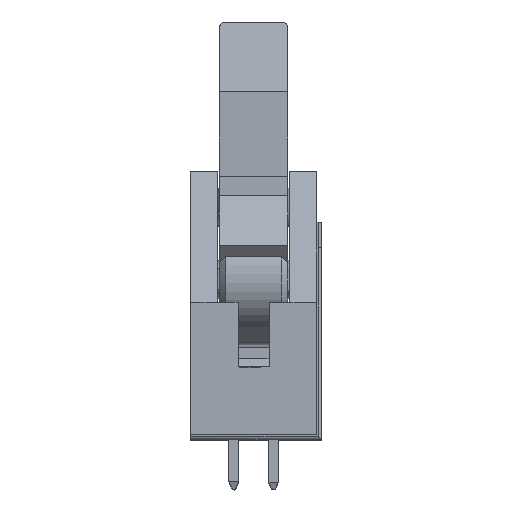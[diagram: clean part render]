
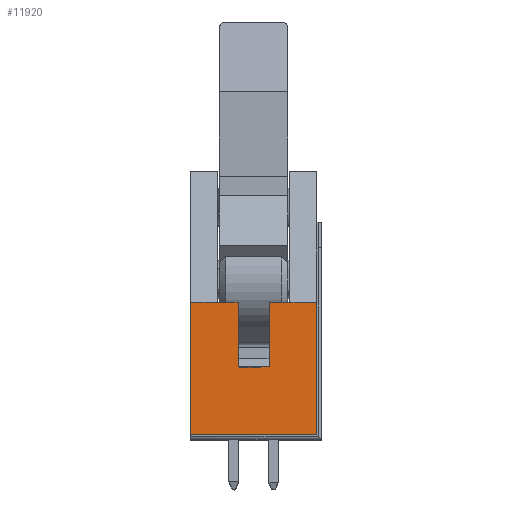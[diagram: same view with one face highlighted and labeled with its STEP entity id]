
A CAD part, top view. The second image highlights one B-rep face of the part: STEP entity #11920.
In plain terms, the highlighted planar face has unit normal (0, 0, 1).
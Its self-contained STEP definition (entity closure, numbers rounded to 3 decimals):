
#2178=DIRECTION('',(0.,-1.,0.));
#2179=VECTOR('',#2178,4.14);
#2180=CARTESIAN_POINT('',(-1.,1.24,42.16));
#2181=LINE('474',#2180,#2179);
#2182=DIRECTION('',(1.,0.,0.));
#2183=VECTOR('',#2182,2.);
#2184=CARTESIAN_POINT('',(-1.,-2.9,42.16));
#2185=LINE('475',#2184,#2183);
#2186=DIRECTION('',(0.,-1.,0.));
#2187=VECTOR('',#2186,4.14);
#2188=CARTESIAN_POINT('',(1.,1.24,42.16));
#2189=LINE('476',#2188,#2187);
#2190=DIRECTION('',(1.,0.,0.));
#2191=VECTOR('',#2190,1.325);
#2192=CARTESIAN_POINT('',(1.,1.24,42.16));
#2193=LINE('527',#2192,#2191);
#2194=DIRECTION('',(1.,0.,0.));
#2195=VECTOR('',#2194,1.725);
#2196=CARTESIAN_POINT('',(2.325,1.24,42.16));
#2197=LINE('359',#2196,#2195);
#2198=DIRECTION('',(0.,1.,0.));
#2199=VECTOR('',#2198,8.5);
#2200=CARTESIAN_POINT('',(4.05,-7.26,42.16));
#2201=LINE('121',#2200,#2199);
#2202=DIRECTION('',(1.,0.,0.));
#2203=VECTOR('',#2202,8.1);
#2204=CARTESIAN_POINT('',(-4.05,-7.26,42.16));
#2205=LINE('34',#2204,#2203);
#2206=DIRECTION('',(0.,-1.,0.));
#2207=VECTOR('',#2206,8.5);
#2208=CARTESIAN_POINT('',(-4.05,1.24,42.16));
#2209=LINE('120',#2208,#2207);
#2210=DIRECTION('',(1.,0.,0.));
#2211=VECTOR('',#2210,1.725);
#2212=CARTESIAN_POINT('',(-4.05,1.24,42.16));
#2213=LINE('358',#2212,#2211);
#2214=DIRECTION('',(1.,0.,0.));
#2215=VECTOR('',#2214,1.325);
#2216=CARTESIAN_POINT('',(-2.325,1.24,42.16));
#2217=LINE('526',#2216,#2215);
#7392=CARTESIAN_POINT('',(-4.05,-7.26,42.16));
#7393=CARTESIAN_POINT('',(4.05,-7.26,42.16));
#7394=VERTEX_POINT('',#7392);
#7395=VERTEX_POINT('',#7393);
#7396=CARTESIAN_POINT('',(-4.05,1.24,42.16));
#7398=VERTEX_POINT('',#7396);
#7430=CARTESIAN_POINT('',(4.05,1.24,42.16));
#7431=VERTEX_POINT('',#7430);
#7518=CARTESIAN_POINT('',(-2.325,1.24,42.16));
#7519=VERTEX_POINT('',#7518);
#7520=CARTESIAN_POINT('',(2.325,1.24,42.16));
#7521=VERTEX_POINT('',#7520);
#7544=CARTESIAN_POINT('',(-1.,1.24,42.16));
#7545=CARTESIAN_POINT('',(-1.,-2.9,42.16));
#7546=VERTEX_POINT('',#7544);
#7547=VERTEX_POINT('',#7545);
#7548=CARTESIAN_POINT('',(1.,-2.9,42.16));
#7549=VERTEX_POINT('',#7548);
#7550=CARTESIAN_POINT('',(1.,1.24,42.16));
#7551=VERTEX_POINT('',#7550);
#11901=CARTESIAN_POINT('',(0.,0.,42.16));
#11902=DIRECTION('',(0.,0.,1.));
#11903=DIRECTION('',(1.,0.,0.));
#11904=AXIS2_PLACEMENT_3D('',#11901,#11902,#11903);
#11905=PLANE('32',#11904);
#11906=ORIENTED_EDGE('474',*,*,#11759,.T.);
#11907=ORIENTED_EDGE('475',*,*,#11776,.T.);
#11908=ORIENTED_EDGE('476',*,*,#11843,.F.);
#11909=ORIENTED_EDGE('527',*,*,#11744,.T.);
#11911=ORIENTED_EDGE('359',*,*,#11910,.T.);
#11912=ORIENTED_EDGE('121',*,*,#10768,.F.);
#11913=ORIENTED_EDGE('34',*,*,#11088,.F.);
#11914=ORIENTED_EDGE('120',*,*,#10245,.F.);
#11916=ORIENTED_EDGE('358',*,*,#11915,.T.);
#11917=ORIENTED_EDGE('526',*,*,#11726,.T.);
#11918=EDGE_LOOP('32',(#11906,#11907,#11908,#11909,#11911,#11912,#11913,#11914,
#11916,#11917));
#11919=FACE_OUTER_BOUND('32',#11918,.F.);
#11920=ADVANCED_FACE('32',(#11919),#11905,.T.);
#10245=EDGE_CURVE('120',#7398,#7394,#2209,.T.);
#10768=EDGE_CURVE('121',#7395,#7431,#2201,.T.);
#11088=EDGE_CURVE('34',#7394,#7395,#2205,.T.);
#11726=EDGE_CURVE('526',#7519,#7546,#2217,.T.);
#11744=EDGE_CURVE('527',#7551,#7521,#2193,.T.);
#11759=EDGE_CURVE('474',#7546,#7547,#2181,.T.);
#11776=EDGE_CURVE('475',#7547,#7549,#2185,.T.);
#11843=EDGE_CURVE('476',#7551,#7549,#2189,.T.);
#11910=EDGE_CURVE('359',#7521,#7431,#2197,.T.);
#11915=EDGE_CURVE('358',#7398,#7519,#2213,.T.);
